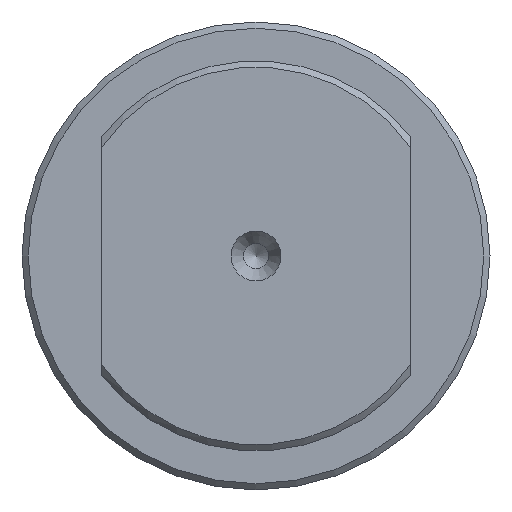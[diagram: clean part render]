
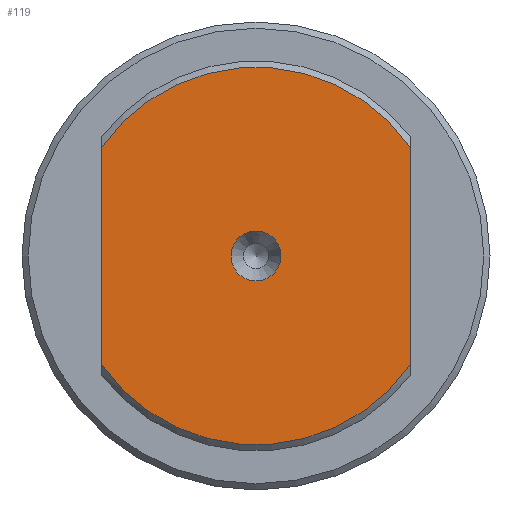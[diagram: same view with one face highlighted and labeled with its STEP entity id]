
A CAD part, front view. The second image highlights one B-rep face of the part: STEP entity #119.
In plain terms, the highlighted planar face has unit normal (0, -1, 0).
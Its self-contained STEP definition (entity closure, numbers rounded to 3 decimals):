
#54=PLANE('',#513);
#68=FACE_BOUND('',#179,.T.);
#69=FACE_BOUND('',#180,.T.);
#119=ADVANCED_FACE('',(#68,#69),#54,.F.);
#179=EDGE_LOOP('',(#273));
#180=EDGE_LOOP('',(#274,#275,#276,#277));
#240=CIRCLE('',#510,4.);
#241=CIRCLE('',#511,30.25);
#242=CIRCLE('',#512,30.25);
#273=ORIENTED_EDGE('',*,*,#424,.F.);
#274=ORIENTED_EDGE('',*,*,#425,.F.);
#275=ORIENTED_EDGE('',*,*,#426,.T.);
#276=ORIENTED_EDGE('',*,*,#427,.F.);
#277=ORIENTED_EDGE('',*,*,#428,.T.);
#379=VERTEX_POINT('',#739);
#380=VERTEX_POINT('',#741);
#381=VERTEX_POINT('',#742);
#382=VERTEX_POINT('',#744);
#383=VERTEX_POINT('',#746);
#424=EDGE_CURVE('',#379,#379,#240,.T.);
#425=EDGE_CURVE('',#380,#381,#473,.T.);
#426=EDGE_CURVE('',#380,#382,#241,.T.);
#427=EDGE_CURVE('',#383,#382,#474,.T.);
#428=EDGE_CURVE('',#383,#381,#242,.T.);
#473=LINE('',#740,#489);
#474=LINE('',#745,#490);
#489=VECTOR('',#589,1.);
#490=VECTOR('',#592,1.);
#510=AXIS2_PLACEMENT_3D('',#738,#587,#588);
#511=AXIS2_PLACEMENT_3D('',#743,#590,#591);
#512=AXIS2_PLACEMENT_3D('',#747,#593,#594);
#513=AXIS2_PLACEMENT_3D('',#748,#595,#596);
#587=DIRECTION('',(0.,-1.,0.));
#588=DIRECTION('',(1.,0.,0.));
#589=DIRECTION('',(0.,0.,1.));
#590=DIRECTION('',(0.,-1.,0.));
#591=DIRECTION('',(-1.,0.,0.));
#592=DIRECTION('',(0.,0.,-1.));
#593=DIRECTION('',(0.,-1.,0.));
#594=DIRECTION('',(-1.,0.,0.));
#595=DIRECTION('',(0.,1.,0.));
#596=DIRECTION('',(1.,0.,0.));
#738=CARTESIAN_POINT('',(0.,-215.416,0.));
#739=CARTESIAN_POINT('',(4.,-215.416,0.));
#740=CARTESIAN_POINT('',(-24.75,-215.416,19.164));
#741=CARTESIAN_POINT('',(-24.75,-215.416,-17.393));
#742=CARTESIAN_POINT('',(-24.75,-215.416,17.393));
#743=CARTESIAN_POINT('',(0.,-215.416,0.));
#744=CARTESIAN_POINT('',(24.75,-215.416,-17.393));
#745=CARTESIAN_POINT('',(24.75,-215.416,19.164));
#746=CARTESIAN_POINT('',(24.75,-215.416,17.393));
#747=CARTESIAN_POINT('',(0.,-215.416,0.));
#748=CARTESIAN_POINT('',(0.,-215.416,0.));
